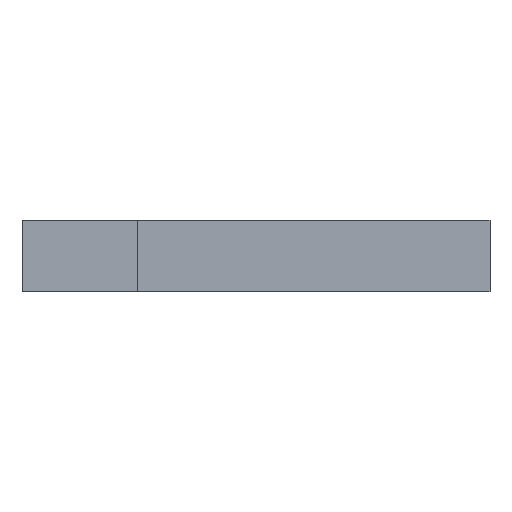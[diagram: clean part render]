
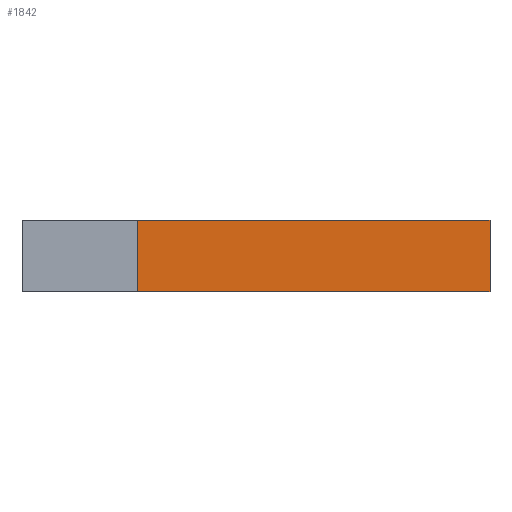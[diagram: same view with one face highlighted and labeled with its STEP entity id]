
A CAD part, front view. The second image highlights one B-rep face of the part: STEP entity #1842.
In plain terms, the highlighted planar face has unit normal (0, -1, 0).
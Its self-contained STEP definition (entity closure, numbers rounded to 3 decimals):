
#83 = PLANE('',#84);
#84 = AXIS2_PLACEMENT_3D('',#85,#86,#87);
#85 = CARTESIAN_POINT('',(191.25,-135.25,4.69));
#86 = DIRECTION('',(-0.,-0.,-1.));
#87 = DIRECTION('',(-1.,0.,0.));
#137 = PLANE('',#138);
#138 = AXIS2_PLACEMENT_3D('',#139,#140,#141);
#139 = CARTESIAN_POINT('',(191.25,-135.25,0.));
#140 = DIRECTION('',(-0.,-0.,-1.));
#141 = DIRECTION('',(-1.,0.,0.));
#170 = PLANE('',#171);
#171 = AXIS2_PLACEMENT_3D('',#172,#173,#174);
#172 = CARTESIAN_POINT('',(183.5,-159.,0.));
#173 = DIRECTION('',(-1.,0.,0.));
#174 = DIRECTION('',(0.,1.,0.));
#358 = VERTEX_POINT('',#359);
#359 = CARTESIAN_POINT('',(206.5,-159.,0.));
#373 = PLANE('',#374);
#374 = AXIS2_PLACEMENT_3D('',#375,#376,#377);
#375 = CARTESIAN_POINT('',(206.5,-151.,0.));
#376 = DIRECTION('',(1.,0.,-0.));
#377 = DIRECTION('',(0.,-1.,0.));
#385 = EDGE_CURVE('',#358,#386,#388,.T.);
#386 = VERTEX_POINT('',#387);
#387 = CARTESIAN_POINT('',(183.5,-159.,0.));
#388 = SURFACE_CURVE('',#389,(#393,#400),.PCURVE_S1.);
#389 = LINE('',#390,#391);
#390 = CARTESIAN_POINT('',(206.5,-159.,0.));
#391 = VECTOR('',#392,1.);
#392 = DIRECTION('',(-1.,0.,0.));
#393 = PCURVE('',#137,#394);
#394 = DEFINITIONAL_REPRESENTATION('',(#395),#399);
#395 = LINE('',#396,#397);
#396 = CARTESIAN_POINT('',(-15.25,-23.75));
#397 = VECTOR('',#398,1.);
#398 = DIRECTION('',(1.,0.));
#399 = ( GEOMETRIC_REPRESENTATION_CONTEXT(2) 
PARAMETRIC_REPRESENTATION_CONTEXT() REPRESENTATION_CONTEXT('2D SPACE',''
  ) );
#400 = PCURVE('',#401,#406);
#401 = PLANE('',#402);
#402 = AXIS2_PLACEMENT_3D('',#403,#404,#405);
#403 = CARTESIAN_POINT('',(206.5,-159.,0.));
#404 = DIRECTION('',(0.,-1.,0.));
#405 = DIRECTION('',(-1.,0.,0.));
#406 = DEFINITIONAL_REPRESENTATION('',(#407),#411);
#407 = LINE('',#408,#409);
#408 = CARTESIAN_POINT('',(0.,-0.));
#409 = VECTOR('',#410,1.);
#410 = DIRECTION('',(1.,0.));
#411 = ( GEOMETRIC_REPRESENTATION_CONTEXT(2) 
PARAMETRIC_REPRESENTATION_CONTEXT() REPRESENTATION_CONTEXT('2D SPACE',''
  ) );
#1152 = VERTEX_POINT('',#1153);
#1153 = CARTESIAN_POINT('',(206.5,-159.,4.69));
#1174 = EDGE_CURVE('',#1152,#1175,#1177,.T.);
#1175 = VERTEX_POINT('',#1176);
#1176 = CARTESIAN_POINT('',(183.5,-159.,4.69));
#1177 = SURFACE_CURVE('',#1178,(#1182,#1189),.PCURVE_S1.);
#1178 = LINE('',#1179,#1180);
#1179 = CARTESIAN_POINT('',(206.5,-159.,4.69));
#1180 = VECTOR('',#1181,1.);
#1181 = DIRECTION('',(-1.,0.,0.));
#1182 = PCURVE('',#83,#1183);
#1183 = DEFINITIONAL_REPRESENTATION('',(#1184),#1188);
#1184 = LINE('',#1185,#1186);
#1185 = CARTESIAN_POINT('',(-15.25,-23.75));
#1186 = VECTOR('',#1187,1.);
#1187 = DIRECTION('',(1.,0.));
#1188 = ( GEOMETRIC_REPRESENTATION_CONTEXT(2) 
PARAMETRIC_REPRESENTATION_CONTEXT() REPRESENTATION_CONTEXT('2D SPACE',''
  ) );
#1189 = PCURVE('',#401,#1190);
#1190 = DEFINITIONAL_REPRESENTATION('',(#1191),#1195);
#1191 = LINE('',#1192,#1193);
#1192 = CARTESIAN_POINT('',(0.,-4.69));
#1193 = VECTOR('',#1194,1.);
#1194 = DIRECTION('',(1.,0.));
#1195 = ( GEOMETRIC_REPRESENTATION_CONTEXT(2) 
PARAMETRIC_REPRESENTATION_CONTEXT() REPRESENTATION_CONTEXT('2D SPACE',''
  ) );
#1792 = EDGE_CURVE('',#386,#1175,#1793,.T.);
#1793 = SURFACE_CURVE('',#1794,(#1798,#1805),.PCURVE_S1.);
#1794 = LINE('',#1795,#1796);
#1795 = CARTESIAN_POINT('',(183.5,-159.,0.));
#1796 = VECTOR('',#1797,1.);
#1797 = DIRECTION('',(0.,0.,1.));
#1798 = PCURVE('',#170,#1799);
#1799 = DEFINITIONAL_REPRESENTATION('',(#1800),#1804);
#1800 = LINE('',#1801,#1802);
#1801 = CARTESIAN_POINT('',(0.,0.));
#1802 = VECTOR('',#1803,1.);
#1803 = DIRECTION('',(0.,-1.));
#1804 = ( GEOMETRIC_REPRESENTATION_CONTEXT(2) 
PARAMETRIC_REPRESENTATION_CONTEXT() REPRESENTATION_CONTEXT('2D SPACE',''
  ) );
#1805 = PCURVE('',#401,#1806);
#1806 = DEFINITIONAL_REPRESENTATION('',(#1807),#1811);
#1807 = LINE('',#1808,#1809);
#1808 = CARTESIAN_POINT('',(23.,0.));
#1809 = VECTOR('',#1810,1.);
#1810 = DIRECTION('',(0.,-1.));
#1811 = ( GEOMETRIC_REPRESENTATION_CONTEXT(2) 
PARAMETRIC_REPRESENTATION_CONTEXT() REPRESENTATION_CONTEXT('2D SPACE',''
  ) );
#1842 = ADVANCED_FACE('',(#1843),#401,.T.);
#1843 = FACE_BOUND('',#1844,.T.);
#1844 = EDGE_LOOP('',(#1845,#1866,#1867,#1868));
#1845 = ORIENTED_EDGE('',*,*,#1846,.T.);
#1846 = EDGE_CURVE('',#358,#1152,#1847,.T.);
#1847 = SURFACE_CURVE('',#1848,(#1852,#1859),.PCURVE_S1.);
#1848 = LINE('',#1849,#1850);
#1849 = CARTESIAN_POINT('',(206.5,-159.,0.));
#1850 = VECTOR('',#1851,1.);
#1851 = DIRECTION('',(0.,0.,1.));
#1852 = PCURVE('',#401,#1853);
#1853 = DEFINITIONAL_REPRESENTATION('',(#1854),#1858);
#1854 = LINE('',#1855,#1856);
#1855 = CARTESIAN_POINT('',(0.,-0.));
#1856 = VECTOR('',#1857,1.);
#1857 = DIRECTION('',(0.,-1.));
#1858 = ( GEOMETRIC_REPRESENTATION_CONTEXT(2) 
PARAMETRIC_REPRESENTATION_CONTEXT() REPRESENTATION_CONTEXT('2D SPACE',''
  ) );
#1859 = PCURVE('',#373,#1860);
#1860 = DEFINITIONAL_REPRESENTATION('',(#1861),#1865);
#1861 = LINE('',#1862,#1863);
#1862 = CARTESIAN_POINT('',(8.,0.));
#1863 = VECTOR('',#1864,1.);
#1864 = DIRECTION('',(0.,-1.));
#1865 = ( GEOMETRIC_REPRESENTATION_CONTEXT(2) 
PARAMETRIC_REPRESENTATION_CONTEXT() REPRESENTATION_CONTEXT('2D SPACE',''
  ) );
#1866 = ORIENTED_EDGE('',*,*,#1174,.T.);
#1867 = ORIENTED_EDGE('',*,*,#1792,.F.);
#1868 = ORIENTED_EDGE('',*,*,#385,.F.);
